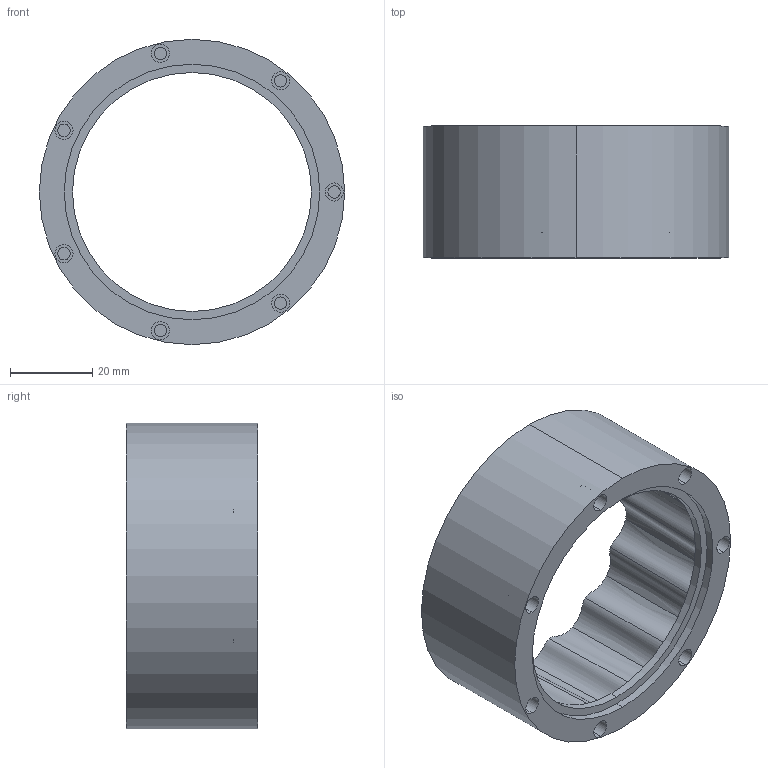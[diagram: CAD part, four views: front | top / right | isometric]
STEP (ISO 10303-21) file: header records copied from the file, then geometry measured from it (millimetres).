
FILE_DESCRIPTION (( 'STEP AP214' ), '1' );
FILE_NAME ('Conic non-pinwheel (-0.05).STEP', '2024-07-01T11:28:31', ( '' ), ( '' ), 'SwSTEP 2.0', 'SolidWorks 2023', '' );
FILE_SCHEMA (( 'AUTOMOTIVE_DESIGN' ));
Length unit declared in the file: millimetre
Products named in the file (1): Conic non-pinwheel (-0.05)
Bounding box: 74.1 x 32 x 74.1 mm (x, y, z)
Volume: 34736.4 mm3; surface area: 18799.4 mm2
Topology: 1 solids, 1 shells, 80 faces, 186 edges, 124 vertices
Faces by surface type: cylinder 34, bspline 28, plane 18
Entity records: 12220 total; most frequent: CARTESIAN_POINT 9658, ORIENTED_EDGE 372, DIRECTION 276, EDGE_CURVE 186, VERTEX_POINT 124, AXIS2_PLACEMENT_3D 121, EDGE_LOOP 98, B_SPLINE_CURVE_WITH_KNOTS 84
